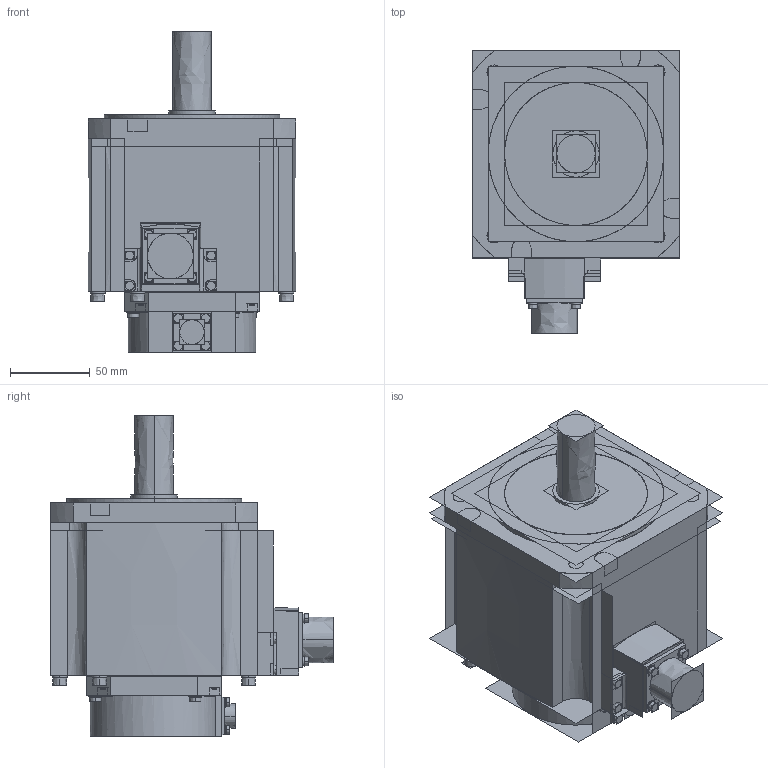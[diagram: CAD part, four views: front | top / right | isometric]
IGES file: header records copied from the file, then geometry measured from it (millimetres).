
Start section:  PTC IGES file: hg-sr81_.igs
Global section: file name: hg-sr81_.igs; native system: Pro/ENGINEER by Parametric Technology Corporation; preprocessor: 2009400; author: BL67252; organization: Unknown; date: 20111107.154910; units: millimetre
Bounding box: 130 x 177.49 x 201.5 mm (x, y, z)
Surface area: 26072985.4 mm2
Topology: 1 solids, 1 shells, 762 faces, 4224 edges, 5718 vertices
Faces by surface type: bspline 762
